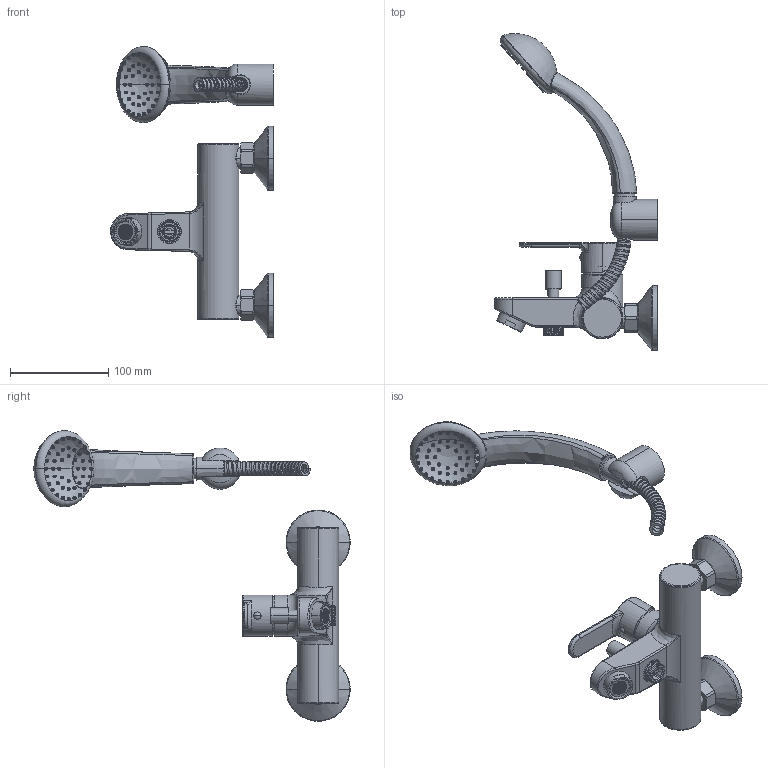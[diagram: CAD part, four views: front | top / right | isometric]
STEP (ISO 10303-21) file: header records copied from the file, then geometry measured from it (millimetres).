
FILE_DESCRIPTION((''),'2;1');
FILE_NAME('BLU026CR','2021-04-30T13:04:47',('ut3'),('PAFFONI SpA'),'CREO PARAMETRIC BY PTC INC, 2020044','CREO PARAMETRIC BY PTC INC, 2020044','');
FILE_SCHEMA(('CONFIG_CONTROL_DESIGN','SHAPE_APPEARANCE_LAYERS_GROUPS'));
Products named in the file (1): BLU026CR
Bounding box: 166.2 x 322.87 x 296.46 mm (x, y, z)
Volume: 398984 mm3; surface area: 218514.5 mm2
Topology: 3 solids, 3 shells, 3087 faces, 8524 edges, 5543 vertices
Faces by surface type: plane 2055, cylinder 627, cone 165, bspline 134, torus 86, sphere 16, extrusion 4
Entity records: 160583 total; most frequent: CARTESIAN_POINT 58130, ORIENTED_EDGE 17008, DIRECTION 16384, EDGE_CURVE 8504, AXIS2_PLACEMENT_3D 5581, VERTEX_POINT 5542, VECTOR 5222, LINE 5218
